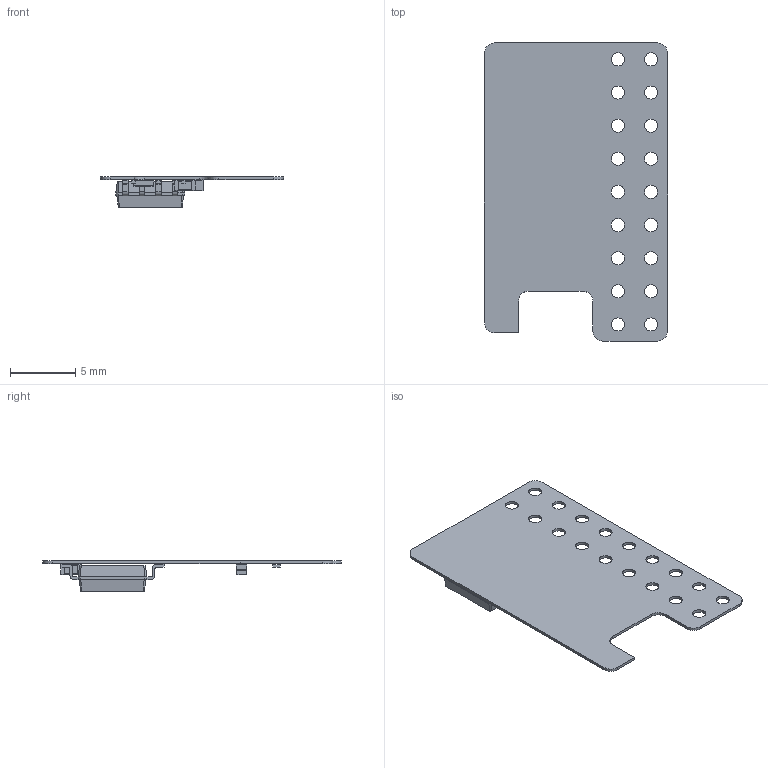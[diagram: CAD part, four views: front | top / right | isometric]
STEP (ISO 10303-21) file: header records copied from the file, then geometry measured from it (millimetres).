
FILE_DESCRIPTION(('KiCad electronic assembly'),'2;1');
FILE_NAME('FLASH_MOD.step','2021-03-14T15:13:57',('An Author'),( 'A Company'),'Open CASCADE STEP processor 6.9', 'KiCad to STEP converter','Unknown');
FILE_SCHEMA(('AUTOMOTIVE_DESIGN { 1 0 10303 214 1 1 1 1 }'));
Length unit declared in the file: millimetre
Products named in the file (10): Open CASCADE STEP translator 6.9 1; C_0603_1608Metric; SOLID; R_0201_0603Metric; R_0603_1608Metric; SOIC-8_5.275x5.275mm_P1.27mm; COMPOUND
Assembly tree (12 placements, depth 3):
  Open CASCADE STEP translator 6.9 1
    C_0603_1608Metric  x2
      SOLID
    R_0201_0603Metric  x3
      SOLID
    R_0603_1608Metric
      SOLID
    SOIC-8_5.275x5.275mm_P1.27mm
      SOLID
    COMPOUND
Bounding box: 14.03 x 22.86 x 2.32 mm (x, y, z)
Volume: 115.2 mm3; surface area: 726 mm2
Topology: 8 solids, 8 shells, 352 faces, 921 edges, 590 vertices
Faces by surface type: plane 206, cylinder 114, bspline 32
Full cylindrical faces by diameter (mm): 0.6 x1, 1 x18
Entity records: 19667 total; most frequent: CARTESIAN_POINT 3528, DIRECTION 2660, LINE 1699, VECTOR 1699, ORIENTED_EDGE 1426, PCURVE 1426, DEFINITIONAL_REPRESENTATION 1426, EDGE_CURVE 713
